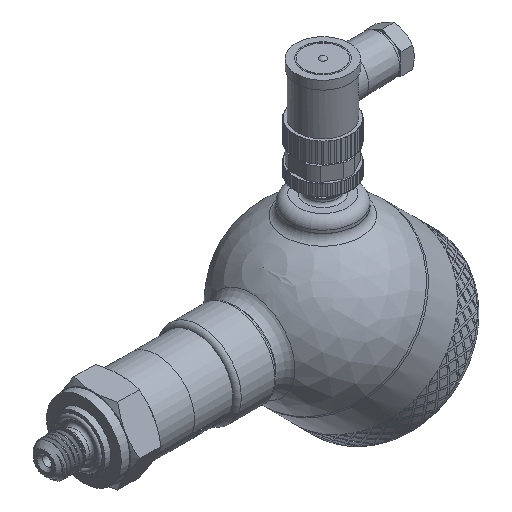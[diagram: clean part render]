
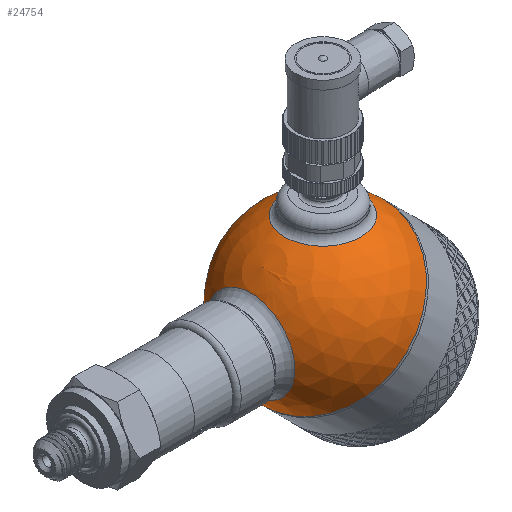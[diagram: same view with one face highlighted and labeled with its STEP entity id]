
A CAD part, isometric view. The second image highlights one B-rep face of the part: STEP entity #24754.
In plain terms, the highlighted spherical face has radius 30 mm.
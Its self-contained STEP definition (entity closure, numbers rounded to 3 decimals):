
#36=SPHERICAL_SURFACE('',#26298,30.);
#120=FACE_BOUND('',#3358,.T.);
#121=FACE_BOUND('',#3359,.T.);
#1737=FACE_OUTER_BOUND('',#3357,.T.);
#3357=EDGE_LOOP('',(#17732,#17733,#17734,#17735));
#3358=EDGE_LOOP('',(#17736));
#3359=EDGE_LOOP('',(#17737));
#4866=CIRCLE('',#26221,30.);
#4867=CIRCLE('',#26222,30.);
#4894=CIRCLE('',#26294,13.5);
#4897=CIRCLE('',#26299,30.);
#4898=CIRCLE('',#26300,15.643);
#9472=VERTEX_POINT('',#33455);
#9473=VERTEX_POINT('',#33457);
#9948=VERTEX_POINT('',#39519);
#9950=VERTEX_POINT('',#39526);
#9951=VERTEX_POINT('',#39528);
#12149=EDGE_CURVE('',#9472,#9473,#4866,.T.);
#12150=EDGE_CURVE('',#9473,#9472,#4867,.T.);
#12865=EDGE_CURVE('',#9948,#9948,#4894,.T.);
#12868=EDGE_CURVE('',#9473,#9950,#4897,.T.);
#12869=EDGE_CURVE('',#9951,#9951,#4898,.T.);
#17732=ORIENTED_EDGE('',*,*,#12150,.F.);
#17733=ORIENTED_EDGE('',*,*,#12868,.T.);
#17734=ORIENTED_EDGE('',*,*,#12868,.F.);
#17735=ORIENTED_EDGE('',*,*,#12149,.F.);
#17736=ORIENTED_EDGE('',*,*,#12869,.F.);
#17737=ORIENTED_EDGE('',*,*,#12865,.F.);
#24754=ADVANCED_FACE('',(#1737,#120,#121),#36,.T.);
#26221=AXIS2_PLACEMENT_3D('',#33458,#27930,#27931);
#26222=AXIS2_PLACEMENT_3D('',#33459,#27932,#27933);
#26294=AXIS2_PLACEMENT_3D('',#39520,#28328,#28329);
#26298=AXIS2_PLACEMENT_3D('',#39525,#28336,#28337);
#26299=AXIS2_PLACEMENT_3D('',#39527,#28338,#28339);
#26300=AXIS2_PLACEMENT_3D('',#39529,#28340,#28341);
#27930=DIRECTION('center_axis',(1.,0.,0.));
#27931=DIRECTION('ref_axis',(0.,1.,0.));
#27932=DIRECTION('center_axis',(1.,0.,0.));
#27933=DIRECTION('ref_axis',(0.,1.,0.));
#28328=DIRECTION('center_axis',(-0.707,0.,-0.707));
#28329=DIRECTION('ref_axis',(-0.707,0.,0.707));
#28336=DIRECTION('center_axis',(1.,0.,0.));
#28337=DIRECTION('ref_axis',(0.,-1.,0.));
#28338=DIRECTION('center_axis',(0.,0.,1.));
#28339=DIRECTION('ref_axis',(0.,1.,0.));
#28340=DIRECTION('center_axis',(-0.707,0.,0.707));
#28341=DIRECTION('ref_axis',(0.707,0.,0.707));
#33455=CARTESIAN_POINT('',(0.,-30.,0.));
#33457=CARTESIAN_POINT('',(0.,30.,0.));
#33458=CARTESIAN_POINT('Origin',(0.,0.,0.));
#33459=CARTESIAN_POINT('Origin',(0.,0.,0.));
#39519=CARTESIAN_POINT('',(-9.398,0.,-28.49));
#39520=CARTESIAN_POINT('Origin',(-18.944,0.,-18.944));
#39525=CARTESIAN_POINT('Origin',(0.,0.,0.));
#39526=CARTESIAN_POINT('',(-30.,0.,0.));
#39527=CARTESIAN_POINT('Origin',(0.,0.,0.));
#39528=CARTESIAN_POINT('',(-29.162,0.,7.04));
#39529=CARTESIAN_POINT('Origin',(-18.101,0.,18.101));
